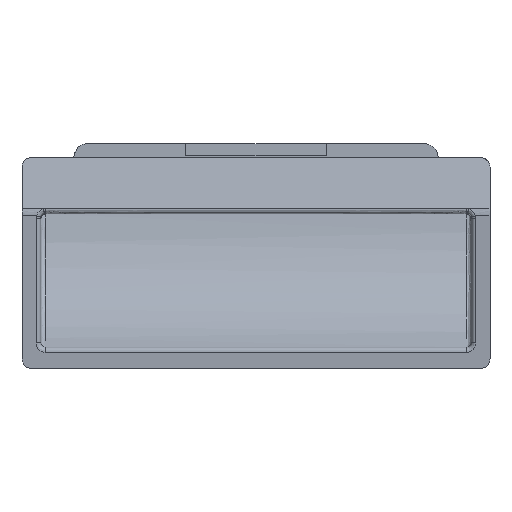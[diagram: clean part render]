
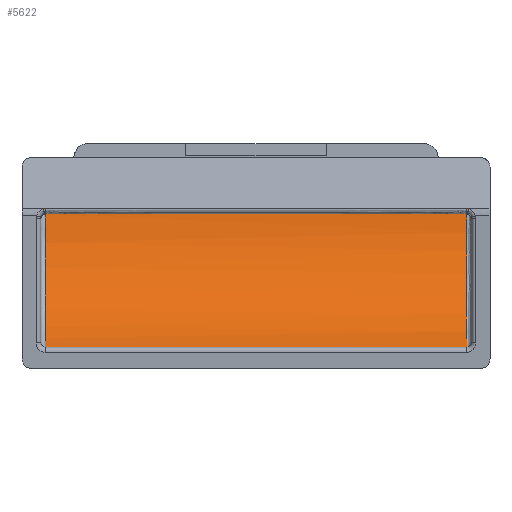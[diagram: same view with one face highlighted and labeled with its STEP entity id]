
A CAD part, front view. The second image highlights one B-rep face of the part: STEP entity #5622.
In plain terms, the highlighted free-form (B-spline) face has degree [1, 2] with [2, 3] control points.
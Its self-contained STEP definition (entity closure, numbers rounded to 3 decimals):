
#2246=CARTESIAN_POINT('',(-45.0,19.567,9.749));
#2247=VERTEX_POINT('',#2246);
#2261=CARTESIAN_POINT('',(45.0,19.567,9.749));
#2262=VERTEX_POINT('',#2261);
#2263=CARTESIAN_POINT('',(45.0,19.567,9.749));
#2264=CARTESIAN_POINT('',(-45.0,19.567,9.749));
#2265=QUASI_UNIFORM_CURVE('',1,(#2263,#2264),.UNSPECIFIED.,.F.,.U.);
#2266=EDGE_CURVE('',#2262,#2247,#2265,.T.);
#3646=CARTESIAN_POINT('',(45.0,0.021,-18.739));
#3647=VERTEX_POINT('',#3646);
#3777=CARTESIAN_POINT('',(45.0,0.021,-18.739));
#3778=CARTESIAN_POINT('',(45.0,17.625,-9.868));
#3779=CARTESIAN_POINT('',(45.0,19.567,9.749));
#3787=(BOUNDED_CURVE()B_SPLINE_CURVE(2,(#3777,#3778,#3779),.UNSPECIFIED.,.F.,.U.)CURVE()GEOMETRIC_REPRESENTATION_ITEM()QUASI_UNIFORM_CURVE()RATIONAL_B_SPLINE_CURVE((1.0,0.876,1.0))REPRESENTATION_ITEM(''));
#3788=EDGE_CURVE('',#3647,#2262,#3787,.T.);
#3876=CARTESIAN_POINT('',(-45.0,0.021,-18.739));
#3877=VERTEX_POINT('',#3876);
#4026=CARTESIAN_POINT('',(-45.0,19.567,9.749));
#4027=CARTESIAN_POINT('',(-45.0,17.625,-9.868));
#4028=CARTESIAN_POINT('',(-45.0,0.021,-18.739));
#4036=(BOUNDED_CURVE()B_SPLINE_CURVE(2,(#4026,#4027,#4028),.UNSPECIFIED.,.F.,.U.)CURVE()GEOMETRIC_REPRESENTATION_ITEM()QUASI_UNIFORM_CURVE()RATIONAL_B_SPLINE_CURVE((1.0,0.876,1.0))REPRESENTATION_ITEM(''));
#4037=EDGE_CURVE('',#2247,#3877,#4036,.T.);
#5575=CARTESIAN_POINT('',(-45.0,0.021,-18.739));
#5576=CARTESIAN_POINT('',(45.0,0.021,-18.739));
#5577=QUASI_UNIFORM_CURVE('',1,(#5575,#5576),.UNSPECIFIED.,.F.,.U.);
#5578=EDGE_CURVE('',#3877,#3647,#5577,.T.);
#5602=CARTESIAN_POINT('',(-47.25,19.665,10.934));
#5603=CARTESIAN_POINT('',(47.306,19.665,10.934));
#5604=CARTESIAN_POINT('',(-47.25,18.247,-10.675));
#5605=CARTESIAN_POINT('',(47.306,18.247,-10.675));
#5606=CARTESIAN_POINT('',(-47.25,-1.537,-19.478));
#5607=CARTESIAN_POINT('',(47.306,-1.537,-19.478));
#5615=(BOUNDED_SURFACE()B_SPLINE_SURFACE(1,2,((#5602,#5604,#5606),(#5603,#5605,#5607)),.UNSPECIFIED.,.F.,.F.,.U.)B_SPLINE_SURFACE_WITH_KNOTS((2,2),(3,3),(0.0,94.556),(0.0,39.949),.UNSPECIFIED.)GEOMETRIC_REPRESENTATION_ITEM()RATIONAL_B_SPLINE_SURFACE(((1.0,0.852,0.992),(1.0,0.852,0.992)))REPRESENTATION_ITEM('')SURFACE());
#5616=ORIENTED_EDGE('',*,*,#3788,.T.);
#5617=ORIENTED_EDGE('',*,*,#2266,.T.);
#5618=ORIENTED_EDGE('',*,*,#4037,.T.);
#5619=ORIENTED_EDGE('',*,*,#5578,.T.);
#5620=EDGE_LOOP('',(#5616,#5617,#5618,#5619));
#5621=FACE_OUTER_BOUND('',#5620,.T.);
#5622=ADVANCED_FACE('',(#5621),#5615,.F.);
